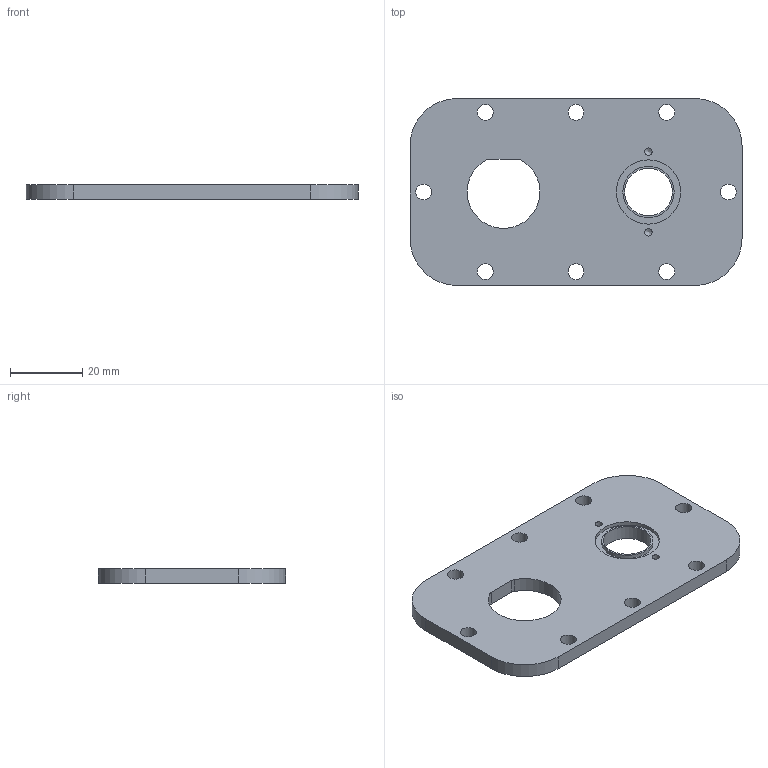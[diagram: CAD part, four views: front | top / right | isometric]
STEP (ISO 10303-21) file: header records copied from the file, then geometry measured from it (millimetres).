
FILE_DESCRIPTION(/* description */ (''),/* implementation_level */ '2;1');
FILE_NAME(/* name */ 'plaque connecteur CBLC2 + 105 v1.step',/* time_stamp */ '2023-11-06T18:07:45+01:00',/* author */ (''),/* organization */ (''),/* preprocessor_version */ 'ST-DEVELOPER v20',/* originating_system */ 'Autodesk Translation Framework v12.14.0.127',/* authorisation */ '');
FILE_SCHEMA (('AUTOMOTIVE_DESIGN { 1 0 10303 214 3 1 1 }'));
Length unit declared in the file: millimetre
Products named in the file (1): plaque connecteur CBLC2 + 105
Bounding box: 91.6 x 51.6 x 4 mm (x, y, z)
Volume: 15933 mm3; surface area: 10088.6 mm2
Topology: 1 solids, 1 shells, 31 faces, 79 edges, 52 vertices
Faces by surface type: cylinder 20, plane 9, cone 2
Full cylindrical faces by diameter (mm): 2.05 x2, 4.4 x8, 13.15 x1, 14.15 x1, 17.75 x1
Entity records: 1027 total; most frequent: DIRECTION 181, CARTESIAN_POINT 161, ORIENTED_EDGE 154, EDGE_CURVE 77, AXIS2_PLACEMENT_3D 72, EDGE_LOOP 55, VERTEX_POINT 52, CIRCLE 40
